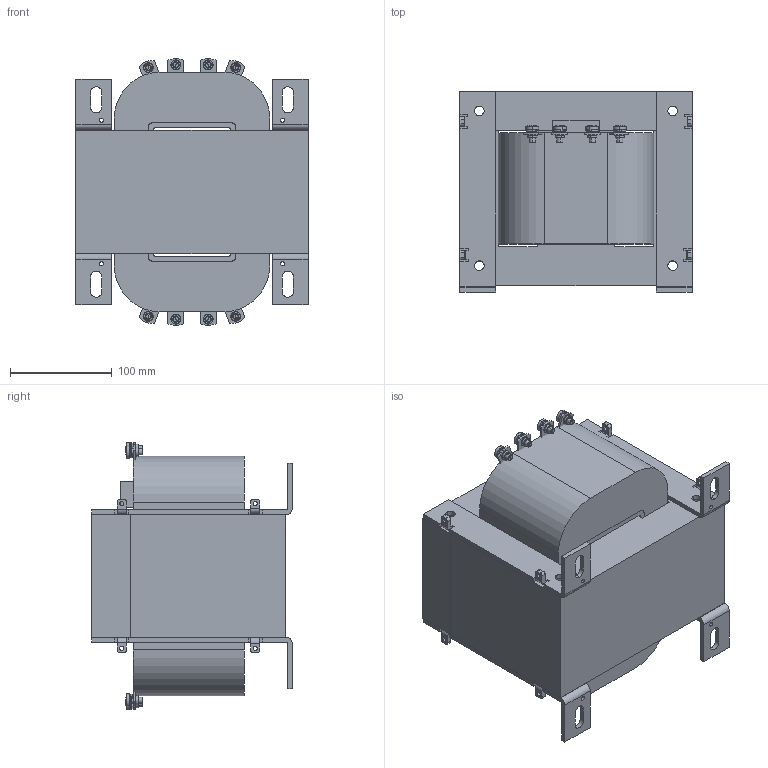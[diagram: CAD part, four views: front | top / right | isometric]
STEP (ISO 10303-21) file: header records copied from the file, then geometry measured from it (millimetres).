
FILE_DESCRIPTION (( 'STEP AP214' ), '1' );
FILE_NAME ('SP5000MQMJ.step', '2019-03-27T13:37:58', ( '' ), ( '' ), 'SwSTEP 2.0', 'SolidWorks 2018', '' );
FILE_SCHEMA (( 'AUTOMOTIVE_DESIGN' ));
Length unit declared in the file: inch
Products named in the file (1): SP5000MQMJ
Bounding box: 228.6 x 197 x 262.19 mm (x, y, z)
Volume: 7090911.1 mm3; surface area: 679605.7 mm2
Topology: 34 solids, 34 shells, 683 faces, 1757 edges, 1142 vertices
Faces by surface type: plane 366, cylinder 209, bspline 60, cone 32, torus 16
Entity records: 26368 total; most frequent: CARTESIAN_POINT 9259, ORIENTED_EDGE 3482, DIRECTION 3335, EDGE_CURVE 1741, VERTEX_POINT 1142, AXIS2_PLACEMENT_3D 1122, VECTOR 1091, LINE 1091
